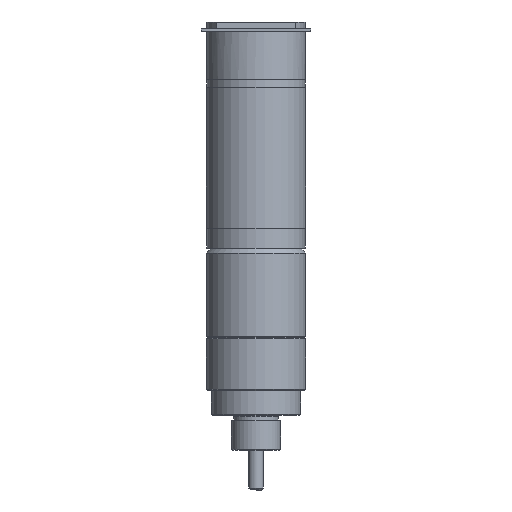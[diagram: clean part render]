
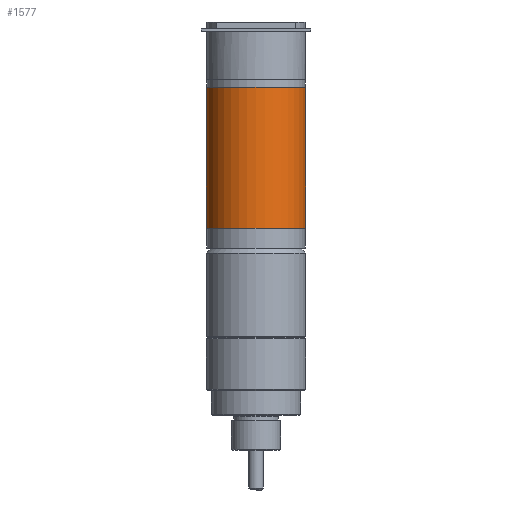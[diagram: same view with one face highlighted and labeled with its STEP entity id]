
A CAD part, left-side view. The second image highlights one B-rep face of the part: STEP entity #1577.
In plain terms, the highlighted cylindrical face has radius 5 mm (diameter 10 mm), a full revolution.
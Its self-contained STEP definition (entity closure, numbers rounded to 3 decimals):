
#29=CYLINDRICAL_SURFACE('',#1679,5.);
#350=FACE_BOUND('',#533,.T.);
#437=FACE_OUTER_BOUND('',#532,.T.);
#532=EDGE_LOOP('',(#1286));
#533=EDGE_LOOP('',(#1287));
#605=CIRCLE('',#1680,5.);
#606=CIRCLE('',#1681,5.);
#743=VERTEX_POINT('',#2486);
#744=VERTEX_POINT('',#2488);
#935=EDGE_CURVE('',#743,#743,#605,.T.);
#936=EDGE_CURVE('',#744,#744,#606,.T.);
#1286=ORIENTED_EDGE('',*,*,#935,.F.);
#1287=ORIENTED_EDGE('',*,*,#936,.T.);
#1577=ADVANCED_FACE('',(#437,#350),#29,.T.);
#1679=AXIS2_PLACEMENT_3D('',#2485,#2028,#2029);
#1680=AXIS2_PLACEMENT_3D('',#2487,#2030,#2031);
#1681=AXIS2_PLACEMENT_3D('',#2489,#2032,#2033);
#2028=DIRECTION('center_axis',(0.,0.,
1.));
#2029=DIRECTION('ref_axis',(1.,0.,0.));
#2030=DIRECTION('center_axis',(0.,0.,
-1.));
#2031=DIRECTION('ref_axis',(1.,0.,0.));
#2032=DIRECTION('center_axis',(0.,0.,
-1.));
#2033=DIRECTION('ref_axis',(1.,0.,0.));
#2485=CARTESIAN_POINT('Origin',(0.,0.,
18.85));
#2486=CARTESIAN_POINT('',(0.,5.,18.85));
#2487=CARTESIAN_POINT('Origin',(0.,0.,
18.85));
#2488=CARTESIAN_POINT('',(5.,0.,33.05));
#2489=CARTESIAN_POINT('Origin',(0.,0.,
33.05));
